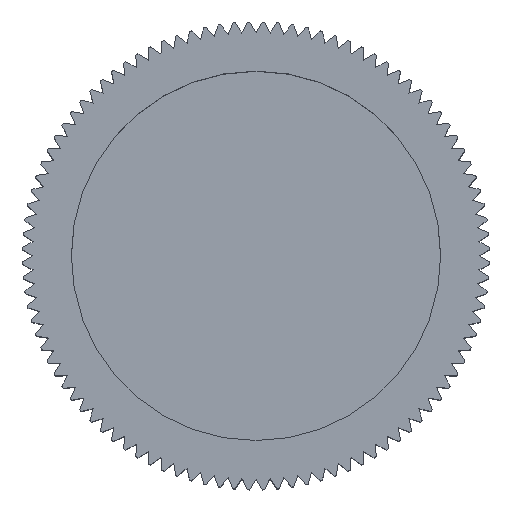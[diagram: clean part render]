
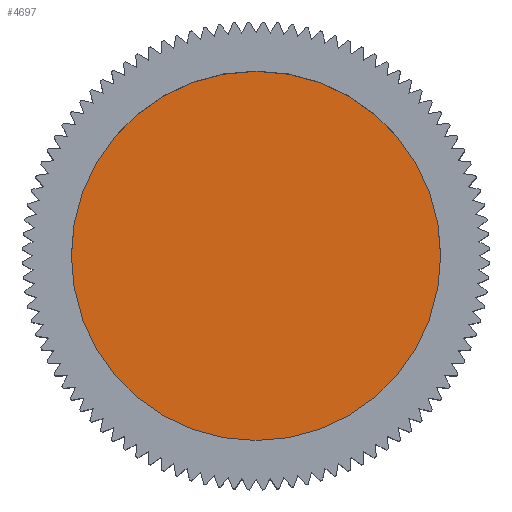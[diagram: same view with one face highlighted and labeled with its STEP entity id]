
A CAD part, top view. The second image highlights one B-rep face of the part: STEP entity #4697.
In plain terms, the highlighted planar face has unit normal (0, 0, 1).
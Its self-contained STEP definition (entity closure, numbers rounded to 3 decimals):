
#2051=EDGE_CURVE('',#2091,#2187,#5855,.T.);
#2091=VERTEX_POINT('',#5899);
#2187=VERTEX_POINT('',#5998);
#3851=EDGE_CURVE('',#2187,#2091,#7804,.T.);
#4697=ADVANCED_FACE('',(#8724),#8725,.F.);
#5855=CIRCLE('',#10132,7.5);
#5899=CARTESIAN_POINT('',(-7.5,0.,9.0));
#5998=CARTESIAN_POINT('',(7.5,0.0,9.0));
#7804=CIRCLE('',#13638,7.5);
#8724=FACE_OUTER_BOUND('',#15283,.T.);
#8725=PLANE('',#15284);
#10132=AXIS2_PLACEMENT_3D('',#17309,#17310,#17311);
#13638=AXIS2_PLACEMENT_3D('',#19344,#19345,#19346);
#15283=EDGE_LOOP('',(#20204,#20205));
#15284=AXIS2_PLACEMENT_3D('',#20206,#20207,#20208);
#17309=CARTESIAN_POINT('',(0.0,0.0,9.0));
#17310=DIRECTION('',(0.0,0.0,-1.0));
#17311=DIRECTION('',(1.0,0.0,0.0));
#19344=CARTESIAN_POINT('',(0.0,0.0,9.0));
#19345=DIRECTION('',(0.0,0.0,-1.0));
#19346=DIRECTION('',(1.0,0.0,0.0));
#20204=ORIENTED_EDGE('',*,*,#3851,.F.);
#20205=ORIENTED_EDGE('',*,*,#2051,.F.);
#20206=CARTESIAN_POINT('',(0.0,0.0,9.0));
#20207=DIRECTION('',(0.0,0.0,-1.0));
#20208=DIRECTION('',(-1.0,0.0,0.0));
